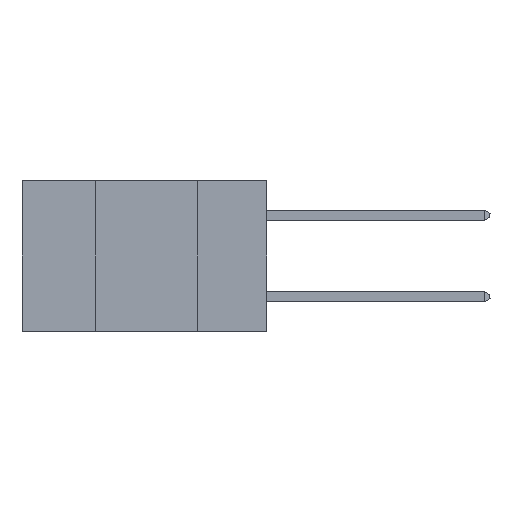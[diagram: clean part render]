
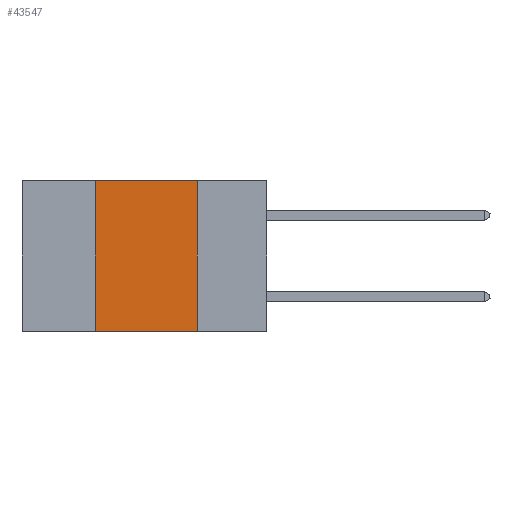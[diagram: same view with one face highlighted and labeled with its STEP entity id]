
A CAD part, left-side view. The second image highlights one B-rep face of the part: STEP entity #43547.
In plain terms, the highlighted planar face has unit normal (-1, 0, 0).
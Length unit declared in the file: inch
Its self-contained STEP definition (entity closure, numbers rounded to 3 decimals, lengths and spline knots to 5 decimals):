
#205 = DIRECTION ( 'NONE',  ( 0., 0., -1. ) ) ;
#1639 = VERTEX_POINT ( 'NONE', #28885 ) ;
#2433 = LINE ( 'NONE', #38718, #35325 ) ;
#3645 = EDGE_CURVE ( 'NONE', #27978, #17448, #35607, .T. ) ;
#3784 = VECTOR ( 'NONE', #12630, 39.37008 ) ;
#4462 = ORIENTED_EDGE ( 'NONE', *, *, #12163, .F. ) ;
#5181 = LINE ( 'NONE', #29766, #25473 ) ;
#7200 = EDGE_CURVE ( 'NONE', #27386, #1639, #25945, .T. ) ;
#8356 = EDGE_LOOP ( 'NONE', ( #39693, #21512, #4462, #38013 ) ) ;
#9116 = CARTESIAN_POINT ( 'NONE',  ( 0., 0.6, -0.37 ) ) ;
#12163 = EDGE_CURVE ( 'NONE', #27978, #27386, #5181, .T. ) ;
#12630 = DIRECTION ( 'NONE',  ( 0., -1., 0. ) ) ;
#13166 = EDGE_CURVE ( 'NONE', #1639, #17448, #2433, .T. ) ;
#17448 = VERTEX_POINT ( 'NONE', #22199 ) ;
#17455 = CARTESIAN_POINT ( 'NONE',  ( 0., 0.42, 0. ) ) ;
#19040 = CARTESIAN_POINT ( 'NONE',  ( 0., 0.6, 0. ) ) ;
#21512 = ORIENTED_EDGE ( 'NONE', *, *, #7200, .F. ) ;
#22199 = CARTESIAN_POINT ( 'NONE',  ( 0., 0.17, -0.37 ) ) ;
#22643 = AXIS2_PLACEMENT_3D ( 'NONE', #24698, #31511, #27818 ) ;
#23116 = DIRECTION ( 'NONE',  ( 0., 0., 1. ) ) ;
#24698 = CARTESIAN_POINT ( 'NONE',  ( 0., 0.6, 0. ) ) ;
#25473 = VECTOR ( 'NONE', #23116, 39.37008 ) ;
#25945 = LINE ( 'NONE', #19040, #40265 ) ;
#26057 = DIRECTION ( 'NONE',  ( 0., -1., 0. ) ) ;
#27234 = CARTESIAN_POINT ( 'NONE',  ( 0., 0.42, -0.37 ) ) ;
#27386 = VERTEX_POINT ( 'NONE', #17455 ) ;
#27818 = DIRECTION ( 'NONE',  ( 0., 0., -1. ) ) ;
#27978 = VERTEX_POINT ( 'NONE', #27234 ) ;
#28885 = CARTESIAN_POINT ( 'NONE',  ( 0., 0.17, 0. ) ) ;
#29766 = CARTESIAN_POINT ( 'NONE',  ( 0., 0.42, 0. ) ) ;
#31511 = DIRECTION ( 'NONE',  ( 1., 0., 0. ) ) ;
#32097 = FACE_OUTER_BOUND ( 'NONE', #8356, .T. ) ;
#35325 = VECTOR ( 'NONE', #205, 39.37008 ) ;
#35607 = LINE ( 'NONE', #9116, #3784 ) ;
#38013 = ORIENTED_EDGE ( 'NONE', *, *, #3645, .T. ) ;
#38423 = PLANE ( 'NONE',  #22643 ) ;
#38718 = CARTESIAN_POINT ( 'NONE',  ( 0., 0.17, 0. ) ) ;
#39693 = ORIENTED_EDGE ( 'NONE', *, *, #13166, .F. ) ;
#40265 = VECTOR ( 'NONE', #26057, 39.37008 ) ;
#43547 = ADVANCED_FACE ( 'NONE', ( #32097 ), #38423, .F. ) ;
